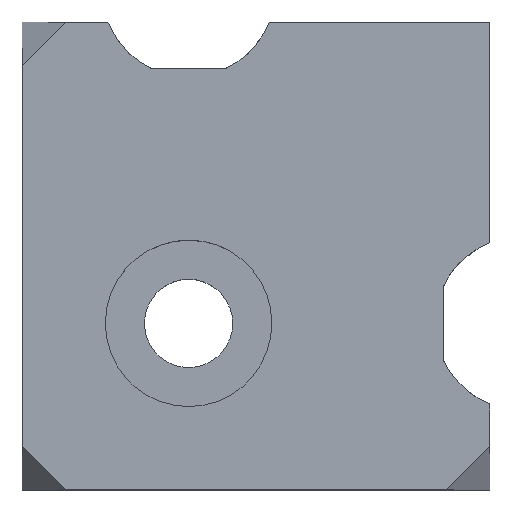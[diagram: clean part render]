
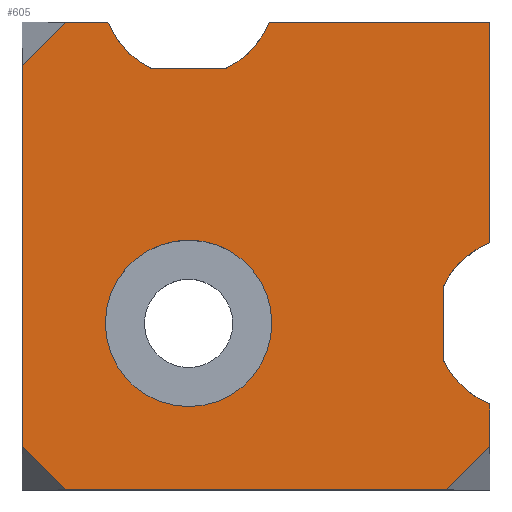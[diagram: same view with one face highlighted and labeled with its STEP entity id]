
A CAD part, top view. The second image highlights one B-rep face of the part: STEP entity #605.
In plain terms, the highlighted planar face has unit normal (0, 0, 1).
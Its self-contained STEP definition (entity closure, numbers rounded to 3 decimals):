
#17=FACE_BOUND('',#86,.T.);
#19=CIRCLE('',#656,5.);
#22=CIRCLE('',#661,5.2);
#23=CIRCLE('',#662,5.2);
#24=CIRCLE('',#663,5.2);
#25=CIRCLE('',#664,5.2);
#49=FACE_OUTER_BOUND('',#85,.T.);
#85=EDGE_LOOP('',(#446,#447,#448,#449,#450,#451,#452,#453,#454,#455,#456,
#457,#458,#459,#460));
#86=EDGE_LOOP('',(#461));
#133=LINE('',#923,#205);
#134=LINE('',#925,#206);
#135=LINE('',#927,#207);
#136=LINE('',#929,#208);
#137=LINE('',#933,#209);
#138=LINE('',#937,#210);
#139=LINE('',#939,#211);
#140=LINE('',#943,#212);
#141=LINE('',#947,#213);
#142=LINE('',#949,#214);
#143=LINE('',#950,#215);
#205=VECTOR('',#753,10.);
#206=VECTOR('',#754,10.);
#207=VECTOR('',#755,10.);
#208=VECTOR('',#756,10.);
#209=VECTOR('',#759,10.);
#210=VECTOR('',#762,10.);
#211=VECTOR('',#763,10.);
#212=VECTOR('',#766,10.);
#213=VECTOR('',#769,10.);
#214=VECTOR('',#770,10.);
#215=VECTOR('',#771,10.);
#268=VERTEX_POINT('',#912);
#271=VERTEX_POINT('',#921);
#272=VERTEX_POINT('',#922);
#273=VERTEX_POINT('',#924);
#274=VERTEX_POINT('',#926);
#275=VERTEX_POINT('',#928);
#276=VERTEX_POINT('',#930);
#277=VERTEX_POINT('',#932);
#278=VERTEX_POINT('',#934);
#279=VERTEX_POINT('',#936);
#280=VERTEX_POINT('',#938);
#281=VERTEX_POINT('',#940);
#282=VERTEX_POINT('',#942);
#283=VERTEX_POINT('',#944);
#284=VERTEX_POINT('',#946);
#285=VERTEX_POINT('',#948);
#332=EDGE_CURVE('',#268,#268,#19,.T.);
#336=EDGE_CURVE('',#271,#272,#133,.T.);
#337=EDGE_CURVE('',#273,#271,#134,.T.);
#338=EDGE_CURVE('',#274,#273,#135,.T.);
#339=EDGE_CURVE('',#275,#274,#136,.T.);
#340=EDGE_CURVE('',#275,#276,#22,.T.);
#341=EDGE_CURVE('',#277,#276,#137,.T.);
#342=EDGE_CURVE('',#277,#278,#23,.T.);
#343=EDGE_CURVE('',#279,#278,#138,.T.);
#344=EDGE_CURVE('',#280,#279,#139,.T.);
#345=EDGE_CURVE('',#280,#281,#24,.T.);
#346=EDGE_CURVE('',#282,#281,#140,.T.);
#347=EDGE_CURVE('',#282,#283,#25,.T.);
#348=EDGE_CURVE('',#284,#283,#141,.T.);
#349=EDGE_CURVE('',#285,#284,#142,.T.);
#350=EDGE_CURVE('',#272,#285,#143,.T.);
#446=ORIENTED_EDGE('',*,*,#336,.F.);
#447=ORIENTED_EDGE('',*,*,#337,.F.);
#448=ORIENTED_EDGE('',*,*,#338,.F.);
#449=ORIENTED_EDGE('',*,*,#339,.F.);
#450=ORIENTED_EDGE('',*,*,#340,.T.);
#451=ORIENTED_EDGE('',*,*,#341,.F.);
#452=ORIENTED_EDGE('',*,*,#342,.T.);
#453=ORIENTED_EDGE('',*,*,#343,.F.);
#454=ORIENTED_EDGE('',*,*,#344,.F.);
#455=ORIENTED_EDGE('',*,*,#345,.T.);
#456=ORIENTED_EDGE('',*,*,#346,.F.);
#457=ORIENTED_EDGE('',*,*,#347,.T.);
#458=ORIENTED_EDGE('',*,*,#348,.F.);
#459=ORIENTED_EDGE('',*,*,#349,.F.);
#460=ORIENTED_EDGE('',*,*,#350,.F.);
#461=ORIENTED_EDGE('',*,*,#332,.T.);
#573=PLANE('',#660);
#605=ADVANCED_FACE('',(#49,#17),#573,.T.);
#656=AXIS2_PLACEMENT_3D('',#913,#742,#743);
#660=AXIS2_PLACEMENT_3D('',#920,#751,#752);
#661=AXIS2_PLACEMENT_3D('',#931,#757,#758);
#662=AXIS2_PLACEMENT_3D('',#935,#760,#761);
#663=AXIS2_PLACEMENT_3D('',#941,#764,#765);
#664=AXIS2_PLACEMENT_3D('',#945,#767,#768);
#742=DIRECTION('center_axis',(0.,0.,-1.));
#743=DIRECTION('ref_axis',(1.,0.,0.));
#751=DIRECTION('center_axis',(0.,0.,1.));
#752=DIRECTION('ref_axis',(1.,0.,0.));
#753=DIRECTION('',(-0.707,0.707,0.));
#754=DIRECTION('',(-1.,0.,0.));
#755=DIRECTION('',(-0.707,-0.707,0.));
#756=DIRECTION('',(0.,-1.,0.));
#757=DIRECTION('center_axis',(0.,0.,-1.));
#758=DIRECTION('ref_axis',(-1.,0.,0.));
#759=DIRECTION('',(0.,-1.,0.));
#760=DIRECTION('center_axis',(0.,0.,-1.));
#761=DIRECTION('ref_axis',(-1.,0.,0.));
#762=DIRECTION('',(0.,-1.,0.));
#763=DIRECTION('',(1.,0.,0.));
#764=DIRECTION('center_axis',(0.,0.,-1.));
#765=DIRECTION('ref_axis',(0.,-1.,0.));
#766=DIRECTION('',(1.,0.,0.));
#767=DIRECTION('center_axis',(0.,0.,-1.));
#768=DIRECTION('ref_axis',(0.,-1.,0.));
#769=DIRECTION('',(1.,0.,0.));
#770=DIRECTION('',(0.707,0.707,0.));
#771=DIRECTION('',(0.,1.,0.));
#912=CARTESIAN_POINT('',(-5.,0.,6.4));
#913=CARTESIAN_POINT('Origin',(0.,0.,
6.4));
#920=CARTESIAN_POINT('Origin',(2.884,2.884,6.4));
#921=CARTESIAN_POINT('',(-7.4,-10.,6.4));
#922=CARTESIAN_POINT('',(-10.,-7.4,6.4));
#923=CARTESIAN_POINT('',(-8.7,-8.7,6.4));
#924=CARTESIAN_POINT('',(15.5,-10.,6.4));
#925=CARTESIAN_POINT('',(3.467,-10.,6.4));
#926=CARTESIAN_POINT('',(18.1,-7.4,6.4));
#927=CARTESIAN_POINT('',(16.217,-9.283,6.4));
#928=CARTESIAN_POINT('',(18.1,-4.84,6.4));
#929=CARTESIAN_POINT('',(18.1,-2.265,6.4));
#930=CARTESIAN_POINT('',(15.3,-2.225,6.4));
#931=CARTESIAN_POINT('Origin',(20.,0.,6.4));
#932=CARTESIAN_POINT('',(15.3,2.225,6.4));
#933=CARTESIAN_POINT('',(15.3,1.442,6.4));
#934=CARTESIAN_POINT('',(18.1,4.84,6.4));
#935=CARTESIAN_POINT('Origin',(20.,0.,6.4));
#936=CARTESIAN_POINT('',(18.1,18.1,6.4));
#937=CARTESIAN_POINT('',(18.1,7.177,6.4));
#938=CARTESIAN_POINT('',(4.84,18.1,6.4));
#939=CARTESIAN_POINT('',(7.177,18.1,6.4));
#940=CARTESIAN_POINT('',(2.225,15.3,6.4));
#941=CARTESIAN_POINT('Origin',(0.,20.,6.4));
#942=CARTESIAN_POINT('',(-2.225,15.3,6.4));
#943=CARTESIAN_POINT('',(1.442,15.3,6.4));
#944=CARTESIAN_POINT('',(-4.84,18.1,6.4));
#945=CARTESIAN_POINT('Origin',(0.,20.,6.4));
#946=CARTESIAN_POINT('',(-7.4,18.1,6.4));
#947=CARTESIAN_POINT('',(-2.265,18.1,6.4));
#948=CARTESIAN_POINT('',(-10.,15.5,6.4));
#949=CARTESIAN_POINT('',(-9.283,16.217,6.4));
#950=CARTESIAN_POINT('',(-10.,3.467,6.4));
